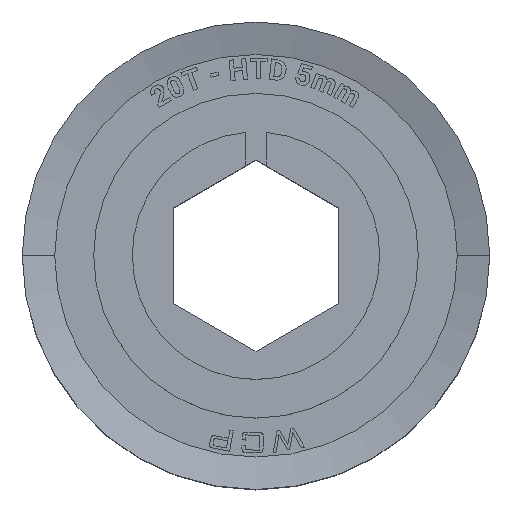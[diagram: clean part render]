
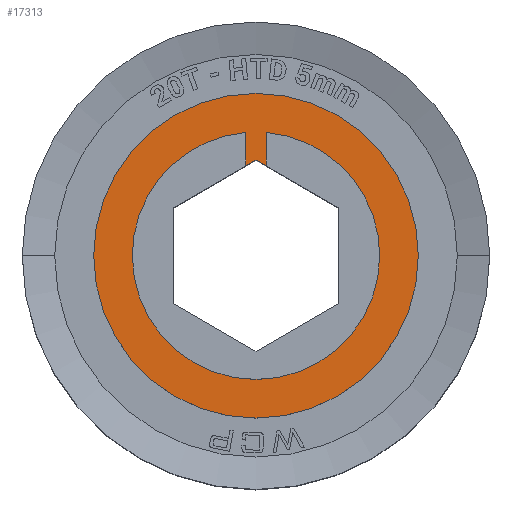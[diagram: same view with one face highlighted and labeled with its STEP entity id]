
A CAD part, top view. The second image highlights one B-rep face of the part: STEP entity #17313.
In plain terms, the highlighted planar face has unit normal (0, 0, 1).
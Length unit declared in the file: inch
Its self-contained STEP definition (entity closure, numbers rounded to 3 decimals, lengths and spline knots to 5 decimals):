
#89 = CARTESIAN_POINT ( 'NONE',  ( 0., 0., 0.42766 ) ) ;
#819 = ORIENTED_EDGE ( 'NONE', *, *, #8213, .F. ) ;
#861 = AXIS2_PLACEMENT_3D ( 'NONE', #89, #12478, #16597 ) ;
#1323 = CARTESIAN_POINT ( 'NONE',  ( 0., 0., 0.42766 ) ) ;
#1534 = VERTEX_POINT ( 'NONE', #5218 ) ;
#1820 = ORIENTED_EDGE ( 'NONE', *, *, #9879, .T. ) ;
#2974 = LINE ( 'NONE', #15279, #9697 ) ;
#3277 = FACE_OUTER_BOUND ( 'NONE', #17536, .T. ) ;
#3452 = CARTESIAN_POINT ( 'NONE',  ( 0., 0., 0.42766 ) ) ;
#3457 = CARTESIAN_POINT ( 'NONE',  ( 0.251, 0.14491, 0.42766 ) ) ;
#3703 = CARTESIAN_POINT ( 'NONE',  ( -0.03125, 0.15, 0.42766 ) ) ;
#3897 = EDGE_CURVE ( 'NONE', #6445, #11951, #14586, .T. ) ;
#4093 = AXIS2_PLACEMENT_3D ( 'NONE', #3452, #7305, #12990 ) ;
#4181 = CARTESIAN_POINT ( 'NONE',  ( 0.375, 0., 0.42766 ) ) ;
#4510 = VERTEX_POINT ( 'NONE', #8355 ) ;
#4645 = EDGE_CURVE ( 'NONE', #13501, #9843, #7388, .T. ) ;
#4876 = CIRCLE ( 'NONE', #9152, 0.49213 ) ;
#4918 = CARTESIAN_POINT ( 'NONE',  ( 0., 0.28983, 0.42766 ) ) ;
#5218 = CARTESIAN_POINT ( 'NONE',  ( 0.03125, 0.27179, 0.42766 ) ) ;
#5226 = CIRCLE ( 'NONE', #8662, 0.375 ) ;
#5441 = DIRECTION ( 'NONE',  ( 0., 0., 1. ) ) ;
#5765 = DIRECTION ( 'NONE',  ( 0., 0., 1. ) ) ;
#5801 = ORIENTED_EDGE ( 'NONE', *, *, #16892, .F. ) ;
#5935 = ORIENTED_EDGE ( 'NONE', *, *, #4645, .F. ) ;
#6278 = CIRCLE ( 'NONE', #861, 0.49213 ) ;
#6331 = CARTESIAN_POINT ( 'NONE',  ( 0., 0.28983, 0.42766 ) ) ;
#6445 = VERTEX_POINT ( 'NONE', #16782 ) ;
#6740 = EDGE_CURVE ( 'NONE', #1534, #10828, #15672, .T. ) ;
#7305 = DIRECTION ( 'NONE',  ( 0., 0., -1. ) ) ;
#7388 = CIRCLE ( 'NONE', #15368, 0.375 ) ;
#7490 = EDGE_CURVE ( 'NONE', #8585, #17306, #6278, .T. ) ;
#7567 = CARTESIAN_POINT ( 'NONE',  ( -0.49213, 0., 0.42766 ) ) ;
#7878 = CARTESIAN_POINT ( 'NONE',  ( 0.03125, 0.3737, 0.42766 ) ) ;
#7929 = EDGE_CURVE ( 'NONE', #1534, #9843, #2974, .T. ) ;
#7932 = DIRECTION ( 'NONE',  ( -0.866, -0.5, 0. ) ) ;
#8166 = ORIENTED_EDGE ( 'NONE', *, *, #7929, .T. ) ;
#8213 = EDGE_CURVE ( 'NONE', #10828, #11951, #14610, .T. ) ;
#8355 = CARTESIAN_POINT ( 'NONE',  ( -0.375, 0., 0.42766 ) ) ;
#8513 = ORIENTED_EDGE ( 'NONE', *, *, #7490, .T. ) ;
#8585 = VERTEX_POINT ( 'NONE', #13162 ) ;
#8662 = AXIS2_PLACEMENT_3D ( 'NONE', #1323, #5441, #10691 ) ;
#8753 = DIRECTION ( 'NONE',  ( 1., 0., 0. ) ) ;
#9152 = AXIS2_PLACEMENT_3D ( 'NONE', #10371, #10452, #14821 ) ;
#9466 = ORIENTED_EDGE ( 'NONE', *, *, #6740, .F. ) ;
#9697 = VECTOR ( 'NONE', #13576, 39.37008 ) ;
#9843 = VERTEX_POINT ( 'NONE', #7878 ) ;
#9879 = EDGE_CURVE ( 'NONE', #17306, #8585, #4876, .T. ) ;
#9974 = PLANE ( 'NONE',  #4093 ) ;
#10080 = CARTESIAN_POINT ( 'NONE',  ( 0., 0., 0.42766 ) ) ;
#10232 = FACE_BOUND ( 'NONE', #16429, .T. ) ;
#10311 = DIRECTION ( 'NONE',  ( 0., -1., 0. ) ) ;
#10371 = CARTESIAN_POINT ( 'NONE',  ( 0., 0., 0.42766 ) ) ;
#10452 = DIRECTION ( 'NONE',  ( 0., 0., 1. ) ) ;
#10691 = DIRECTION ( 'NONE',  ( 1., 0., 0. ) ) ;
#10828 = VERTEX_POINT ( 'NONE', #4918 ) ;
#11192 = DIRECTION ( 'NONE',  ( 1., 0., 0. ) ) ;
#11657 = DIRECTION ( 'NONE',  ( -0.866, 0.5, 0. ) ) ;
#11951 = VERTEX_POINT ( 'NONE', #16417 ) ;
#12478 = DIRECTION ( 'NONE',  ( 0., 0., 1. ) ) ;
#12698 = CARTESIAN_POINT ( 'NONE',  ( 0., 0., 0.42766 ) ) ;
#12772 = VECTOR ( 'NONE', #10311, 39.37008 ) ;
#12825 = VECTOR ( 'NONE', #7932, 39.37008 ) ;
#12990 = DIRECTION ( 'NONE',  ( -1., 0., 0. ) ) ;
#13162 = CARTESIAN_POINT ( 'NONE',  ( 0.49213, 0., 0.42766 ) ) ;
#13501 = VERTEX_POINT ( 'NONE', #4181 ) ;
#13576 = DIRECTION ( 'NONE',  ( 0., 1., 0. ) ) ;
#14185 = ORIENTED_EDGE ( 'NONE', *, *, #3897, .T. ) ;
#14586 = LINE ( 'NONE', #3703, #12772 ) ;
#14610 = LINE ( 'NONE', #6331, #12825 ) ;
#14821 = DIRECTION ( 'NONE',  ( 1., 0., 0. ) ) ;
#14912 = AXIS2_PLACEMENT_3D ( 'NONE', #10080, #17035, #8753 ) ;
#15279 = CARTESIAN_POINT ( 'NONE',  ( 0.03125, 0.15, 0.42766 ) ) ;
#15368 = AXIS2_PLACEMENT_3D ( 'NONE', #12698, #5765, #11192 ) ;
#15483 = CIRCLE ( 'NONE', #14912, 0.375 ) ;
#15672 = LINE ( 'NONE', #3457, #16526 ) ;
#16417 = CARTESIAN_POINT ( 'NONE',  ( -0.03125, 0.27179, 0.42766 ) ) ;
#16429 = EDGE_LOOP ( 'NONE', ( #16671, #14185, #819, #9466, #8166, #5935, #5801 ) ) ;
#16526 = VECTOR ( 'NONE', #11657, 39.37008 ) ;
#16597 = DIRECTION ( 'NONE',  ( 1., 0., 0. ) ) ;
#16671 = ORIENTED_EDGE ( 'NONE', *, *, #17115, .F. ) ;
#16782 = CARTESIAN_POINT ( 'NONE',  ( -0.03125, 0.3737, 0.42766 ) ) ;
#16892 = EDGE_CURVE ( 'NONE', #4510, #13501, #15483, .T. ) ;
#17035 = DIRECTION ( 'NONE',  ( 0., 0., 1. ) ) ;
#17115 = EDGE_CURVE ( 'NONE', #6445, #4510, #5226, .T. ) ;
#17306 = VERTEX_POINT ( 'NONE', #7567 ) ;
#17313 = ADVANCED_FACE ( 'NONE', ( #10232, #3277 ), #9974, .F. ) ;
#17536 = EDGE_LOOP ( 'NONE', ( #8513, #1820 ) ) ;
